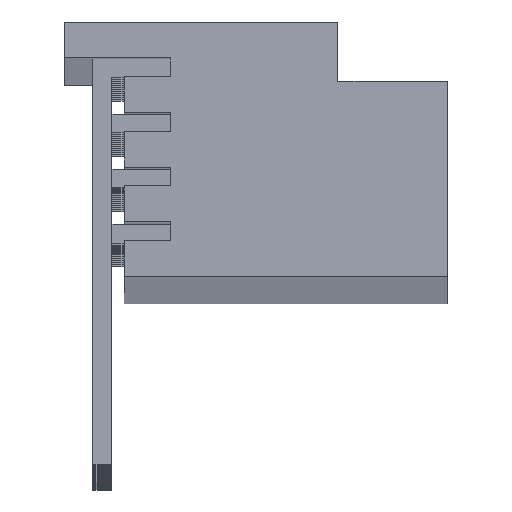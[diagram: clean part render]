
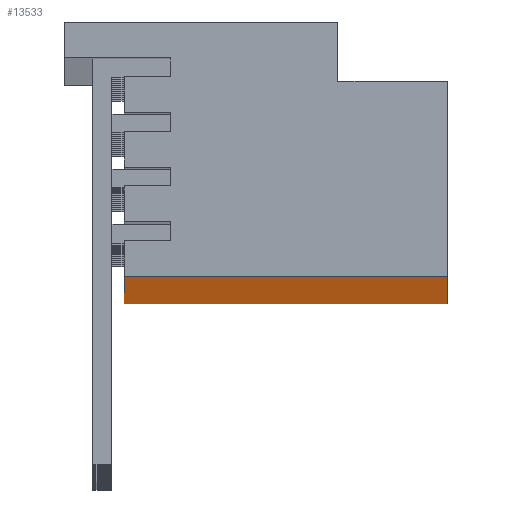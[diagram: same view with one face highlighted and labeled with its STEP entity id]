
A CAD part, top view. The second image highlights one B-rep face of the part: STEP entity #13533.
In plain terms, the highlighted planar face has unit normal (0, -1, 0).
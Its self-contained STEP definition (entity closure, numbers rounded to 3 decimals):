
#207 = AXIS2_PLACEMENT_3D ( 'NONE', #3541, #3645, #3433 ) ;
#251 = LINE ( 'NONE', #6949, #12574 ) ;
#1595 = EDGE_CURVE ( 'NONE', #14223, #4471, #10272, .T. ) ;
#3291 = ORIENTED_EDGE ( 'NONE', *, *, #10446, .F. ) ;
#3433 = DIRECTION ( 'NONE',  ( 0., 0., 1. ) ) ;
#3487 = PLANE ( 'NONE',  #207 ) ;
#3541 = CARTESIAN_POINT ( 'NONE',  ( -10.35, -8.15, 500. ) ) ;
#3645 = DIRECTION ( 'NONE',  ( 0., 1., 0. ) ) ;
#3742 = ORIENTED_EDGE ( 'NONE', *, *, #13111, .F. ) ;
#3885 = ORIENTED_EDGE ( 'NONE', *, *, #12018, .T. ) ;
#4471 = VERTEX_POINT ( 'NONE', #13738 ) ;
#4508 = EDGE_LOOP ( 'NONE', ( #9938, #3291, #3742, #3885 ) ) ;
#6483 = LINE ( 'NONE', #9622, #14936 ) ;
#6812 = DIRECTION ( 'NONE',  ( 0., 0., -1. ) ) ;
#6869 = DIRECTION ( 'NONE',  ( 1., 0., 0. ) ) ;
#6886 = CARTESIAN_POINT ( 'NONE',  ( -10.35, -8.15, -500. ) ) ;
#6934 = DIRECTION ( 'NONE',  ( 0., 0., -1. ) ) ;
#6949 = CARTESIAN_POINT ( 'NONE',  ( 10.35, -8.15, 500. ) ) ;
#7085 = CARTESIAN_POINT ( 'NONE',  ( -10.35, -8.15, 500. ) ) ;
#8539 = FACE_OUTER_BOUND ( 'NONE', #4508, .T. ) ;
#8655 = CARTESIAN_POINT ( 'NONE',  ( 10.35, -8.15, 500. ) ) ;
#9086 = VERTEX_POINT ( 'NONE', #15310 ) ;
#9566 = DIRECTION ( 'NONE',  ( 1., 0., 0. ) ) ;
#9622 = CARTESIAN_POINT ( 'NONE',  ( -10.35, -8.15, 500. ) ) ;
#9938 = ORIENTED_EDGE ( 'NONE', *, *, #1595, .T. ) ;
#10078 = VECTOR ( 'NONE', #6812, 1000. ) ;
#10272 = LINE ( 'NONE', #6886, #11135 ) ;
#10446 = EDGE_CURVE ( 'NONE', #13192, #4471, #251, .T. ) ;
#11135 = VECTOR ( 'NONE', #6869, 1000. ) ;
#11595 = LINE ( 'NONE', #7085, #10078 ) ;
#12018 = EDGE_CURVE ( 'NONE', #9086, #14223, #11595, .T. ) ;
#12574 = VECTOR ( 'NONE', #6934, 1000. ) ;
#13111 = EDGE_CURVE ( 'NONE', #9086, #13192, #6483, .T. ) ;
#13192 = VERTEX_POINT ( 'NONE', #8655 ) ;
#13533 = ADVANCED_FACE ( 'NONE', ( #8539 ), #3487, .F. ) ;
#13738 = CARTESIAN_POINT ( 'NONE',  ( 10.35, -8.15, -500. ) ) ;
#14223 = VERTEX_POINT ( 'NONE', #14889 ) ;
#14889 = CARTESIAN_POINT ( 'NONE',  ( -10.35, -8.15, -500. ) ) ;
#14936 = VECTOR ( 'NONE', #9566, 1000. ) ;
#15310 = CARTESIAN_POINT ( 'NONE',  ( -10.35, -8.15, 500. ) ) ;
